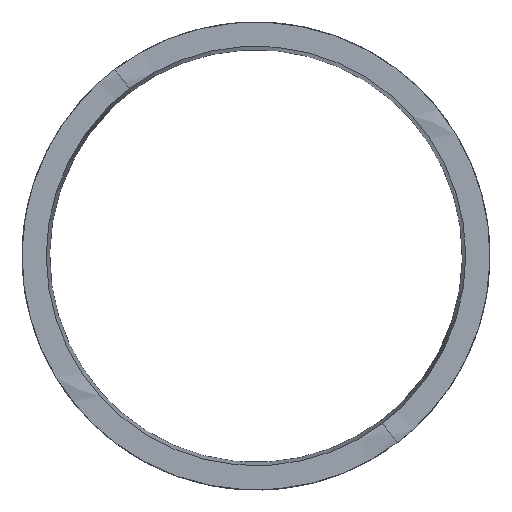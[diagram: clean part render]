
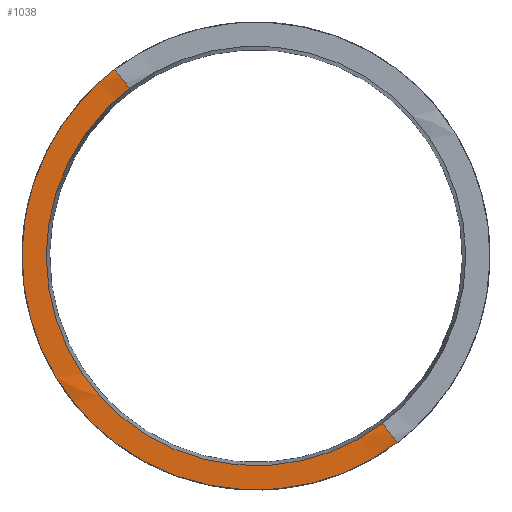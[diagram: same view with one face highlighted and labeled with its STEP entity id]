
A CAD part, top view. The second image highlights one B-rep face of the part: STEP entity #1038.
In plain terms, the highlighted free-form (B-spline) face has degree [2, 2] with [5, 3] control points.
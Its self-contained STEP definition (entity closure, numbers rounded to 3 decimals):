
#24 = VERTEX_POINT('',#25);
#25 = CARTESIAN_POINT('',(-7.744,10.255,2.649
    ));
#42 = VERTEX_POINT('',#43);
#43 = CARTESIAN_POINT('',(7.744,-10.255,2.649)
  );
#86 = EDGE_CURVE('',#42,#24,#87,.T.);
#87 = ( BOUNDED_CURVE() B_SPLINE_CURVE(2,(#88,#89,#90,#91,#92),
.UNSPECIFIED.,.F.,.F.) B_SPLINE_CURVE_WITH_KNOTS((3,2,3),(0.,
1.571,3.142),.PIECEWISE_BEZIER_KNOTS.) CURVE() 
GEOMETRIC_REPRESENTATION_ITEM() RATIONAL_B_SPLINE_CURVE((1.,
0.707,1.,0.707,1.)) REPRESENTATION_ITEM('') );
#88 = CARTESIAN_POINT('',(7.744,-10.255,2.649)
  );
#89 = CARTESIAN_POINT('',(-2.511,-18.,2.649)
  );
#90 = CARTESIAN_POINT('',(-10.255,-7.744,2.649
    ));
#91 = CARTESIAN_POINT('',(-18.,2.511,2.649)
  );
#92 = CARTESIAN_POINT('',(-7.744,10.255,2.649
    ));
#201 = EDGE_CURVE('',#202,#204,#206,.T.);
#202 = VERTEX_POINT('',#203);
#203 = CARTESIAN_POINT('',(8.638,-11.439,2.649
    ));
#204 = VERTEX_POINT('',#205);
#205 = CARTESIAN_POINT('',(-8.638,11.439,
    2.649));
#206 = ( BOUNDED_CURVE() B_SPLINE_CURVE(2,(#207,#208,#209,#210,#211),
.UNSPECIFIED.,.F.,.F.) B_SPLINE_CURVE_WITH_KNOTS((3,2,3),(0.,
1.571,3.142),.PIECEWISE_BEZIER_KNOTS.) CURVE() 
GEOMETRIC_REPRESENTATION_ITEM() RATIONAL_B_SPLINE_CURVE((1.,
0.707,1.,0.707,1.)) REPRESENTATION_ITEM('') );
#207 = CARTESIAN_POINT('',(8.638,-11.439,2.649
    ));
#208 = CARTESIAN_POINT('',(-2.801,-20.077,
    2.649));
#209 = CARTESIAN_POINT('',(-11.439,-8.638,
    2.649));
#210 = CARTESIAN_POINT('',(-20.077,2.801,2.649
    ));
#211 = CARTESIAN_POINT('',(-8.638,11.439,
    2.649));
#1038 = ADVANCED_FACE('',(#1039),#1055,.T.);
#1039 = FACE_BOUND('',#1040,.T.);
#1040 = EDGE_LOOP('',(#1041,#1042,#1048,#1049));
#1041 = ORIENTED_EDGE('',*,*,#86,.T.);
#1042 = ORIENTED_EDGE('',*,*,#1043,.T.);
#1043 = EDGE_CURVE('',#24,#204,#1044,.T.);
#1044 = ( BOUNDED_CURVE() B_SPLINE_CURVE(2,(#1045,#1046,#1047),
.UNSPECIFIED.,.F.,.F.) B_SPLINE_CURVE_WITH_KNOTS((3,3),(1.287,
1.855),.PIECEWISE_BEZIER_KNOTS.) CURVE() 
GEOMETRIC_REPRESENTATION_ITEM() RATIONAL_B_SPLINE_CURVE((1.,0.96,1.)) 
REPRESENTATION_ITEM('') );
#1045 = CARTESIAN_POINT('',(-7.744,10.255,
    2.649));
#1046 = CARTESIAN_POINT('',(-8.191,10.847,
    2.865));
#1047 = CARTESIAN_POINT('',(-8.638,11.439,
    2.649));
#1048 = ORIENTED_EDGE('',*,*,#201,.F.);
#1049 = ORIENTED_EDGE('',*,*,#1050,.F.);
#1050 = EDGE_CURVE('',#42,#202,#1051,.T.);
#1051 = ( BOUNDED_CURVE() B_SPLINE_CURVE(2,(#1052,#1053,#1054),
.UNSPECIFIED.,.F.,.F.) B_SPLINE_CURVE_WITH_KNOTS((3,3),(1.287,
1.855),.PIECEWISE_BEZIER_KNOTS.) CURVE() 
GEOMETRIC_REPRESENTATION_ITEM() RATIONAL_B_SPLINE_CURVE((1.,0.96,1.)) 
REPRESENTATION_ITEM('') );
#1052 = CARTESIAN_POINT('',(7.744,-10.255,
    2.649));
#1053 = CARTESIAN_POINT('',(8.191,-10.847,
    2.865));
#1054 = CARTESIAN_POINT('',(8.638,-11.439,
    2.649));
#1055 = ( BOUNDED_SURFACE() B_SPLINE_SURFACE(2,2,(
    (#1056,#1057,#1058)
    ,(#1059,#1060,#1061)
    ,(#1062,#1063,#1064)
    ,(#1065,#1066,#1067)
    ,(#1068,#1069,#1070
)),.UNSPECIFIED.,.F.,.F.,.F.) B_SPLINE_SURFACE_WITH_KNOTS((3,2,3),(3,3),
  (0.,1.571,3.142),(4.429,4.996),
.PIECEWISE_BEZIER_KNOTS.) GEOMETRIC_REPRESENTATION_ITEM() 
RATIONAL_B_SPLINE_SURFACE((
    (1.,0.96,1.)
    ,(0.707,0.679,0.707)
    ,(1.,0.96,1.)
    ,(0.707,0.679,0.707)
,(1.,0.96,1.))) REPRESENTATION_ITEM('') SURFACE() );
#1056 = CARTESIAN_POINT('',(7.744,-10.255,
    2.649));
#1057 = CARTESIAN_POINT('',(8.191,-10.847,
    2.865));
#1058 = CARTESIAN_POINT('',(8.638,-11.439,
    2.649));
#1059 = CARTESIAN_POINT('',(-2.511,-18.,
    2.649));
#1060 = CARTESIAN_POINT('',(-2.656,-19.038,
    2.865));
#1061 = CARTESIAN_POINT('',(-2.801,-20.077,
    2.649));
#1062 = CARTESIAN_POINT('',(-10.255,-7.744,
    2.649));
#1063 = CARTESIAN_POINT('',(-10.847,-8.191,
    2.865));
#1064 = CARTESIAN_POINT('',(-11.439,-8.638,
    2.649));
#1065 = CARTESIAN_POINT('',(-18.,2.511,2.649
    ));
#1066 = CARTESIAN_POINT('',(-19.038,2.656,
    2.865));
#1067 = CARTESIAN_POINT('',(-20.077,2.801,
    2.649));
#1068 = CARTESIAN_POINT('',(-7.744,10.255,
    2.649));
#1069 = CARTESIAN_POINT('',(-8.191,10.847,
    2.865));
#1070 = CARTESIAN_POINT('',(-8.638,11.439,
    2.649));
